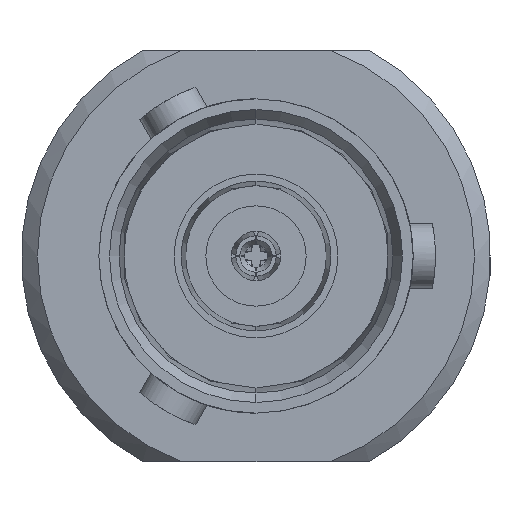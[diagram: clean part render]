
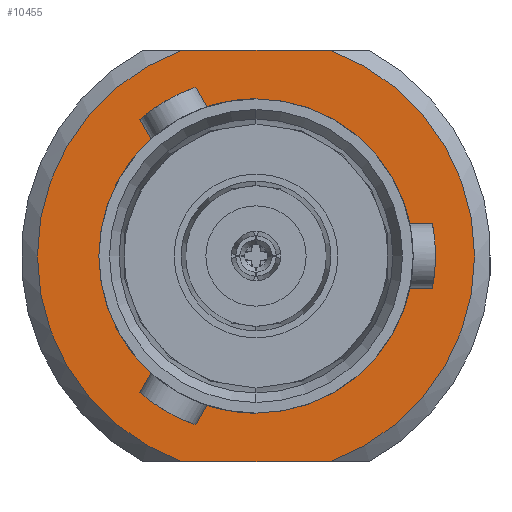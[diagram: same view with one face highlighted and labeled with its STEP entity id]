
A CAD part, left-side view. The second image highlights one B-rep face of the part: STEP entity #10455.
In plain terms, the highlighted face is planar.
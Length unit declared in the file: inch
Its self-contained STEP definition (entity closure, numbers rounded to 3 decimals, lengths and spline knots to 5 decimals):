
#181 = EDGE_CURVE ( 'NONE', #9616, #2225, #3255, .T. ) ;
#353 = VERTEX_POINT ( 'NONE', #7456 ) ;
#778 = DIRECTION ( 'NONE',  ( 0., 0., -1. ) ) ;
#838 = EDGE_CURVE ( 'NONE', #989, #9616, #10511, .T. ) ;
#989 = VERTEX_POINT ( 'NONE', #8045 ) ;
#1125 = CARTESIAN_POINT ( 'NONE',  ( -0.45276, -0.09012, 0.25 ) ) ;
#1150 = EDGE_CURVE ( 'NONE', #353, #6455, #10438, .T. ) ;
#1348 = EDGE_CURVE ( 'NONE', #6455, #353, #4507, .T. ) ;
#1409 = ORIENTED_EDGE ( 'NONE', *, *, #5957, .T. ) ;
#1558 = DIRECTION ( 'NONE',  ( 1., 0., 0. ) ) ;
#2225 = VERTEX_POINT ( 'NONE', #8309 ) ;
#2410 = DIRECTION ( 'NONE',  ( 0., 0., -1. ) ) ;
#2411 = CARTESIAN_POINT ( 'NONE',  ( -0.45276, 0.26575, 0.25 ) ) ;
#2535 = AXIS2_PLACEMENT_3D ( 'NONE', #4598, #10609, #2924 ) ;
#2768 = CARTESIAN_POINT ( 'NONE',  ( -0.45276, 0.26575, -0.25 ) ) ;
#2924 = DIRECTION ( 'NONE',  ( 0., 0., -1. ) ) ;
#2988 = VERTEX_POINT ( 'NONE', #1125 ) ;
#3207 = DIRECTION ( 'NONE',  ( 1., 0., 0. ) ) ;
#3255 = CIRCLE ( 'NONE', #2535, 0.26575 ) ;
#3258 = LINE ( 'NONE', #2411, #5449 ) ;
#3969 = VECTOR ( 'NONE', #8884, 39.37008 ) ;
#4089 = CARTESIAN_POINT ( 'NONE',  ( -0.45276, 0.09012, -0.25 ) ) ;
#4194 = AXIS2_PLACEMENT_3D ( 'NONE', #10161, #1558, #8368 ) ;
#4487 = ORIENTED_EDGE ( 'NONE', *, *, #181, .T. ) ;
#4507 = CIRCLE ( 'NONE', #9538, 0.191 ) ;
#4598 = CARTESIAN_POINT ( 'NONE',  ( -0.45276, 0., 0. ) ) ;
#4657 = EDGE_LOOP ( 'NONE', ( #6589, #9563 ) ) ;
#4839 = PLANE ( 'NONE',  #5467 ) ;
#5103 = CARTESIAN_POINT ( 'NONE',  ( -0.45276, 0., 0. ) ) ;
#5449 = VECTOR ( 'NONE', #9259, 39.37008 ) ;
#5467 = AXIS2_PLACEMENT_3D ( 'NONE', #8902, #7376, #10809 ) ;
#5490 = CARTESIAN_POINT ( 'NONE',  ( -0.45276, 0., 0.191 ) ) ;
#5707 = EDGE_CURVE ( 'NONE', #2988, #989, #5991, .T. ) ;
#5957 = EDGE_CURVE ( 'NONE', #2225, #2988, #3258, .T. ) ;
#5991 = CIRCLE ( 'NONE', #4194, 0.26575 ) ;
#6455 = VERTEX_POINT ( 'NONE', #5490 ) ;
#6487 = AXIS2_PLACEMENT_3D ( 'NONE', #7355, #3207, #778 ) ;
#6589 = ORIENTED_EDGE ( 'NONE', *, *, #1150, .F. ) ;
#6680 = DIRECTION ( 'NONE',  ( 1., 0., 0. ) ) ;
#7355 = CARTESIAN_POINT ( 'NONE',  ( -0.45276, 0., 0. ) ) ;
#7376 = DIRECTION ( 'NONE',  ( -1., 0., 0. ) ) ;
#7456 = CARTESIAN_POINT ( 'NONE',  ( -0.45276, 0., -0.191 ) ) ;
#8045 = CARTESIAN_POINT ( 'NONE',  ( -0.45276, -0.09012, -0.25 ) ) ;
#8225 = FACE_OUTER_BOUND ( 'NONE', #8387, .T. ) ;
#8309 = CARTESIAN_POINT ( 'NONE',  ( -0.45276, 0.09012, 0.25 ) ) ;
#8368 = DIRECTION ( 'NONE',  ( 0., 0., -1. ) ) ;
#8387 = EDGE_LOOP ( 'NONE', ( #9147, #9946, #4487, #1409 ) ) ;
#8884 = DIRECTION ( 'NONE',  ( 0., 1., 0. ) ) ;
#8902 = CARTESIAN_POINT ( 'NONE',  ( -0.45276, 0.26575, 0. ) ) ;
#9147 = ORIENTED_EDGE ( 'NONE', *, *, #5707, .T. ) ;
#9259 = DIRECTION ( 'NONE',  ( 0., -1., 0. ) ) ;
#9538 = AXIS2_PLACEMENT_3D ( 'NONE', #5103, #6680, #2410 ) ;
#9563 = ORIENTED_EDGE ( 'NONE', *, *, #1348, .F. ) ;
#9616 = VERTEX_POINT ( 'NONE', #4089 ) ;
#9946 = ORIENTED_EDGE ( 'NONE', *, *, #838, .T. ) ;
#10161 = CARTESIAN_POINT ( 'NONE',  ( -0.45276, 0., 0. ) ) ;
#10438 = CIRCLE ( 'NONE', #6487, 0.191 ) ;
#10455 = ADVANCED_FACE ( 'NONE', ( #10642, #8225 ), #4839, .F. ) ;
#10511 = LINE ( 'NONE', #2768, #3969 ) ;
#10609 = DIRECTION ( 'NONE',  ( 1., 0., 0. ) ) ;
#10642 = FACE_BOUND ( 'NONE', #4657, .T. ) ;
#10809 = DIRECTION ( 'NONE',  ( 0., 0., 1. ) ) ;
